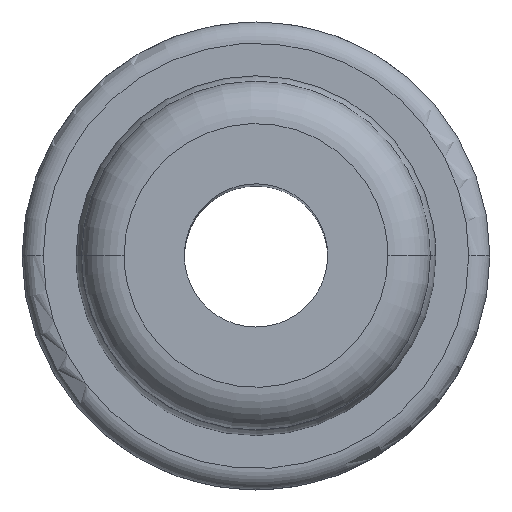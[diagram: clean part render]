
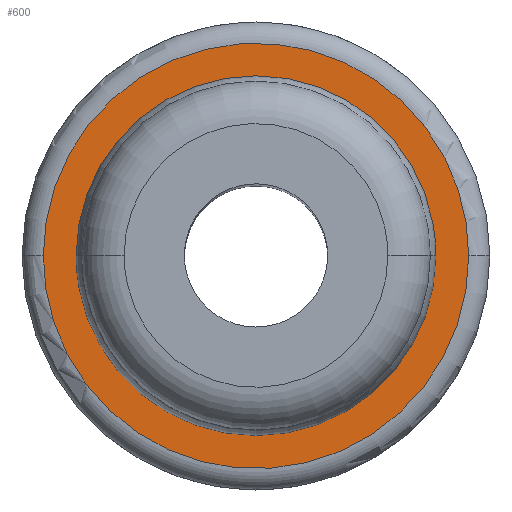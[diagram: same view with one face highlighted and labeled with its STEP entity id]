
A CAD part, top view. The second image highlights one B-rep face of the part: STEP entity #600.
In plain terms, the highlighted planar face has unit normal (0, 0, 1).
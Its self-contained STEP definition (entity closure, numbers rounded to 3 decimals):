
#527=AXIS2_PLACEMENT_3D('Circle Axis2P3D',#525,#526,$) ;
#551=AXIS2_PLACEMENT_3D('Circle Axis2P3D',#549,#550,$) ;
#564=AXIS2_PLACEMENT_3D('Plane Axis2P3D',#561,#562,#563) ;
#522=CARTESIAN_POINT('Vertex',(1.067,4.191,17.78)) ;
#525=CARTESIAN_POINT('Axis2P3D Location',(4.191,4.191,17.78)) ;
#529=CARTESIAN_POINT('Vertex',(7.315,4.191,17.78)) ;
#549=CARTESIAN_POINT('Axis2P3D Location',(4.191,4.191,17.78)) ;
#561=CARTESIAN_POINT('Axis2P3D Location',(8.001,4.191,17.78)) ;
#567=CARTESIAN_POINT('Control Point',(0.381,4.191,17.78)) ;
#568=CARTESIAN_POINT('Control Point',(0.381,5.388,17.78)) ;
#569=CARTESIAN_POINT('Control Point',(0.849,6.586,17.78)) ;
#570=CARTESIAN_POINT('Control Point',(1.797,7.532,17.78)) ;
#571=CARTESIAN_POINT('Control Point',(4.191,8.47,17.78)) ;
#572=CARTESIAN_POINT('Control Point',(6.585,7.532,17.78)) ;
#573=CARTESIAN_POINT('Control Point',(7.533,6.586,17.78)) ;
#574=CARTESIAN_POINT('Control Point',(8.001,5.388,17.78)) ;
#575=CARTESIAN_POINT('Control Point',(8.001,4.191,17.78)) ;
#576=CARTESIAN_POINT('Vertex',(0.381,4.191,17.78)) ;
#578=CARTESIAN_POINT('Vertex',(8.001,4.191,17.78)) ;
#582=CARTESIAN_POINT('Control Point',(8.001,4.191,17.78)) ;
#583=CARTESIAN_POINT('Control Point',(8.001,2.994,17.78)) ;
#584=CARTESIAN_POINT('Control Point',(7.533,1.796,17.78)) ;
#585=CARTESIAN_POINT('Control Point',(6.585,0.85,17.78)) ;
#586=CARTESIAN_POINT('Control Point',(4.191,-0.088,17.78)) ;
#587=CARTESIAN_POINT('Control Point',(1.797,0.85,17.78)) ;
#588=CARTESIAN_POINT('Control Point',(0.849,1.796,17.78)) ;
#589=CARTESIAN_POINT('Control Point',(0.381,2.994,17.78)) ;
#590=CARTESIAN_POINT('Control Point',(0.381,4.191,17.78)) ;
#526=DIRECTION('Axis2P3D Direction',(0.,0.,1.)) ;
#550=DIRECTION('Axis2P3D Direction',(0.,0.,1.)) ;
#562=DIRECTION('Axis2P3D Direction',(0.,0.,1.)) ;
#563=DIRECTION('Axis2P3D XDirection',(1.,0.,0.)) ;
#593=ORIENTED_EDGE('',*,*,#580,.F.) ;
#594=ORIENTED_EDGE('',*,*,#591,.F.) ;
#597=ORIENTED_EDGE('',*,*,#553,.T.) ;
#598=ORIENTED_EDGE('',*,*,#531,.T.) ;
#599=FACE_BOUND('',#596,.T.) ;
#600=ADVANCED_FACE('Geometry.1',(#595,#599),#565,.T.) ;
#528=CIRCLE('generated circle',#527,3.124) ;
#552=CIRCLE('generated circle',#551,3.124) ;
#531=EDGE_CURVE('',#530,#523,#528,.F.) ;
#553=EDGE_CURVE('',#523,#530,#552,.F.) ;
#580=EDGE_CURVE('',#577,#579,#566,.T.) ;
#591=EDGE_CURVE('',#579,#577,#581,.T.) ;
#592=EDGE_LOOP('',(#593,#594)) ;
#596=EDGE_LOOP('',(#597,#598)) ;
#595=FACE_OUTER_BOUND('',#592,.T.) ;
#565=PLANE('',#564) ;
#523=VERTEX_POINT('',#522) ;
#530=VERTEX_POINT('',#529) ;
#577=VERTEX_POINT('',#576) ;
#579=VERTEX_POINT('',#578) ;
#566=(BOUNDED_CURVE()B_SPLINE_CURVE(5,(#567,#568,#569,#570,#571,#572,#573,#574,#575),.UNSPECIFIED.,.F.,.U.)B_SPLINE_CURVE_WITH_KNOTS((6,3,6),(0.,6.394,12.787),.UNSPECIFIED.)CURVE()GEOMETRIC_REPRESENTATION_ITEM()RATIONAL_B_SPLINE_CURVE((1.,1.,1.,1.,1.,1.,1.,1.,1.))REPRESENTATION_ITEM('')) ;
#581=(BOUNDED_CURVE()B_SPLINE_CURVE(5,(#582,#583,#584,#585,#586,#587,#588,#589,#590),.UNSPECIFIED.,.F.,.U.)B_SPLINE_CURVE_WITH_KNOTS((6,3,6),(0.,6.394,12.787),.UNSPECIFIED.)CURVE()GEOMETRIC_REPRESENTATION_ITEM()RATIONAL_B_SPLINE_CURVE((1.,1.,1.,1.,1.,1.,1.,1.,1.))REPRESENTATION_ITEM('')) ;
